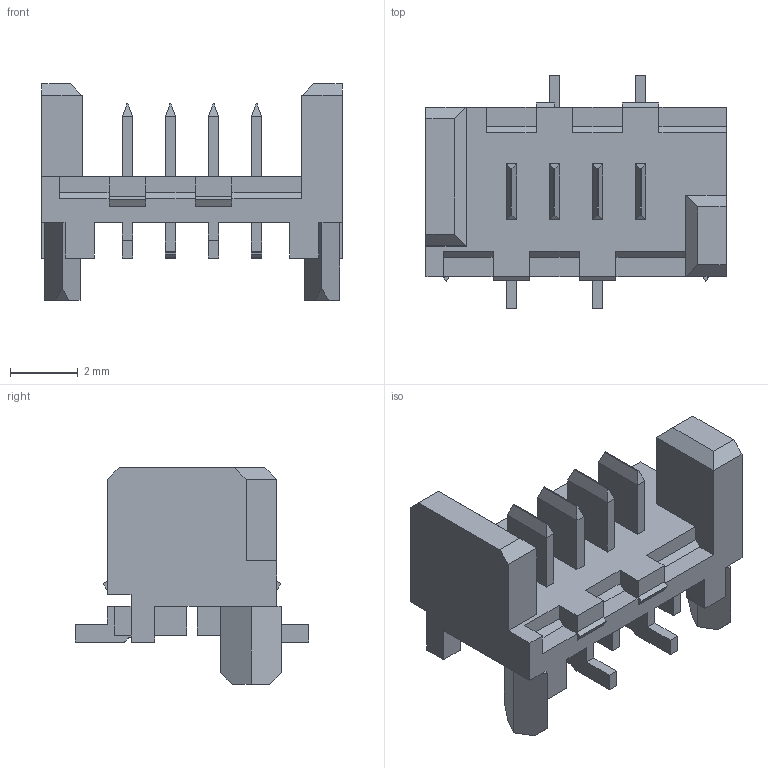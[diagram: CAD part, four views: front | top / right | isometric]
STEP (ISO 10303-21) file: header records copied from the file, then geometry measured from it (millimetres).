
FILE_DESCRIPTION((''),'2;1');
FILE_NAME('908140804','2010-10-29T',('pnb'),(''),'PRO/ENGINEER BY PARAMETRIC TECHNOLOGY CORPORATION, 2003451','PRO/ENGINEER BY PARAMETRIC TECHNOLOGY CORPORATION, 2003451','');
FILE_SCHEMA(('CONFIG_CONTROL_DESIGN'));
Length unit declared in the file: millimetre
Products named in the file (1): 908140804
Bounding box: 8.86 x 6.9 x 6.4 mm (x, y, z)
Volume: 89.3 mm3; surface area: 278.3 mm2
Topology: 1 solids, 1 shells, 210 faces, 596 edges, 394 vertices
Faces by surface type: plane 190, cylinder 20
Entity records: 6701 total; most frequent: CARTESIAN_POINT 1182, ORIENTED_EDGE 1152, DIRECTION 1064, EDGE_CURVE 576, VECTOR 552, LINE 552, VERTEX_POINT 374, AXIS2_PLACEMENT_3D 256
